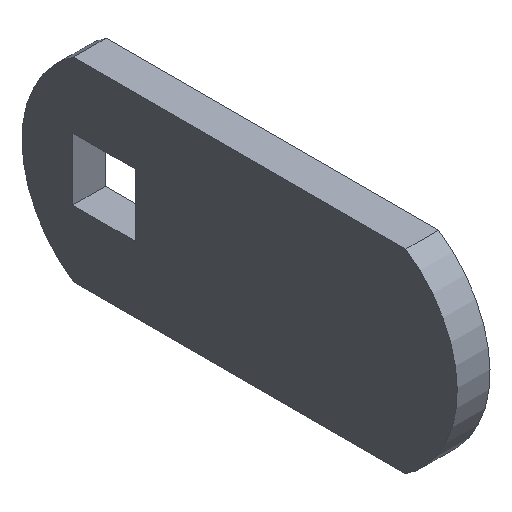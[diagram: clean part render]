
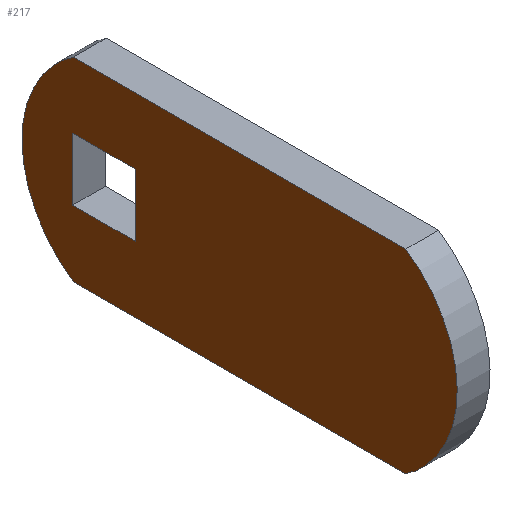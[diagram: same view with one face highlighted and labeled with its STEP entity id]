
A CAD part, isometric view. The second image highlights one B-rep face of the part: STEP entity #217.
In plain terms, the highlighted free-form (B-spline) face has degree [1, 1] with [2, 2] control points.
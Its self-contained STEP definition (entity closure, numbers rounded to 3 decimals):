
#49=CARTESIAN_POINT('',(13.0,-3.05,-6.55));
#50=VERTEX_POINT('',#49);
#51=CARTESIAN_POINT('',(13.0,-3.05,-0.45));
#52=VERTEX_POINT('',#51);
#53=CARTESIAN_POINT('',(13.0,-3.05,-6.55));
#54=CARTESIAN_POINT('',(13.0,-3.05,-0.45));
#55=QUASI_UNIFORM_CURVE('',1,(#53,#54),.UNSPECIFIED.,.F.,.U.);
#56=EDGE_CURVE('',#50,#52,#55,.T.);
#85=CARTESIAN_POINT('',(13.0,3.05,-6.55));
#86=VERTEX_POINT('',#85);
#87=CARTESIAN_POINT('',(13.0,3.05,-6.55));
#88=CARTESIAN_POINT('',(13.0,-3.05,-6.55));
#89=QUASI_UNIFORM_CURVE('',1,(#87,#88),.UNSPECIFIED.,.F.,.U.);
#90=EDGE_CURVE('',#86,#50,#89,.T.);
#113=CARTESIAN_POINT('',(13.0,3.05,-0.45));
#114=VERTEX_POINT('',#113);
#115=CARTESIAN_POINT('',(13.0,3.05,-0.45));
#116=CARTESIAN_POINT('',(13.0,3.05,-6.55));
#117=QUASI_UNIFORM_CURVE('',1,(#115,#116),.UNSPECIFIED.,.F.,.U.);
#118=EDGE_CURVE('',#114,#86,#117,.T.);
#141=CARTESIAN_POINT('',(13.0,-3.05,-0.45));
#142=CARTESIAN_POINT('',(13.0,3.05,-0.45));
#143=QUASI_UNIFORM_CURVE('',1,(#141,#142),.UNSPECIFIED.,.F.,.U.);
#144=EDGE_CURVE('',#52,#114,#143,.T.);
#156=CARTESIAN_POINT('',(13.0,-36.623,6.949));
#157=CARTESIAN_POINT('',(13.0,10.123,6.949));
#158=CARTESIAN_POINT('',(13.0,-36.623,-13.949));
#159=CARTESIAN_POINT('',(13.0,10.123,-13.949));
#160=B_SPLINE_SURFACE_WITH_KNOTS('',1,1,((#156,#158),(#157,#159)),.UNSPECIFIED.,.F.,.F.,.U.,(2,2),(2,2),(0.0,46.746),(0.0,20.898),.UNSPECIFIED.);
#161=CARTESIAN_POINT('',(13.0,2.981,6.0));
#162=VERTEX_POINT('',#161);
#163=CARTESIAN_POINT('',(13.0,-29.481,6.0));
#164=VERTEX_POINT('',#163);
#165=CARTESIAN_POINT('',(13.0,2.981,6.0));
#166=CARTESIAN_POINT('',(13.0,-29.481,6.0));
#167=QUASI_UNIFORM_CURVE('',1,(#165,#166),.UNSPECIFIED.,.F.,.U.);
#168=EDGE_CURVE('',#162,#164,#167,.T.);
#169=ORIENTED_EDGE('',*,*,#168,.F.);
#170=CARTESIAN_POINT('',(13.0,2.981,-13.0));
#171=VERTEX_POINT('',#170);
#172=CARTESIAN_POINT('',(13.0,2.981,-13.0));
#173=CARTESIAN_POINT('',(13.,8.0,-9.576));
#174=CARTESIAN_POINT('',(13.0,8.0,-3.5));
#175=CARTESIAN_POINT('',(13.,8.0,2.576));
#176=CARTESIAN_POINT('',(13.0,2.981,6.));
#184=(BOUNDED_CURVE()B_SPLINE_CURVE(2,(#172,#173,#174,#175,#176),.UNSPECIFIED.,.F.,.U.)B_SPLINE_CURVE_WITH_KNOTS((3,2,3),(0.0,0.5,1.0),.UNSPECIFIED.)CURVE()GEOMETRIC_REPRESENTATION_ITEM()RATIONAL_B_SPLINE_CURVE((1.0,0.884,1.0,0.884,1.0))REPRESENTATION_ITEM(''));
#185=EDGE_CURVE('',#171,#162,#184,.T.);
#186=ORIENTED_EDGE('',*,*,#185,.F.);
#187=CARTESIAN_POINT('',(13.0,-29.481,-13.0));
#188=VERTEX_POINT('',#187);
#189=CARTESIAN_POINT('',(13.0,-29.481,-13.0));
#190=CARTESIAN_POINT('',(13.0,2.981,-13.0));
#191=QUASI_UNIFORM_CURVE('',1,(#189,#190),.UNSPECIFIED.,.F.,.U.);
#192=EDGE_CURVE('',#188,#171,#191,.T.);
#193=ORIENTED_EDGE('',*,*,#192,.F.);
#194=CARTESIAN_POINT('',(13.0,-29.481,6.));
#195=CARTESIAN_POINT('',(13.,-34.5,2.576));
#196=CARTESIAN_POINT('',(13.0,-34.5,-3.5));
#197=CARTESIAN_POINT('',(13.,-34.5,-9.576));
#198=CARTESIAN_POINT('',(13.0,-29.481,-13.));
#206=(BOUNDED_CURVE()B_SPLINE_CURVE(2,(#194,#195,#196,#197,#198),.UNSPECIFIED.,.F.,.U.)B_SPLINE_CURVE_WITH_KNOTS((3,2,3),(0.0,0.5,1.0),.UNSPECIFIED.)CURVE()GEOMETRIC_REPRESENTATION_ITEM()RATIONAL_B_SPLINE_CURVE((1.0,0.884,1.0,0.884,1.0))REPRESENTATION_ITEM(''));
#207=EDGE_CURVE('',#164,#188,#206,.T.);
#208=ORIENTED_EDGE('',*,*,#207,.F.);
#209=EDGE_LOOP('',(#169,#186,#193,#208));
#210=FACE_OUTER_BOUND('',#209,.T.);
#211=ORIENTED_EDGE('',*,*,#118,.F.);
#212=ORIENTED_EDGE('',*,*,#144,.F.);
#213=ORIENTED_EDGE('',*,*,#56,.F.);
#214=ORIENTED_EDGE('',*,*,#90,.F.);
#215=EDGE_LOOP('',(#211,#212,#213,#214));
#216=FACE_BOUND('',#215,.T.);
#217=ADVANCED_FACE('',(#210,#216),#160,.T.);
